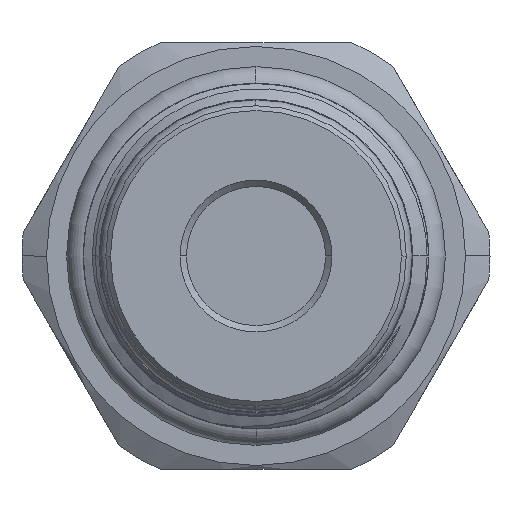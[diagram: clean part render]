
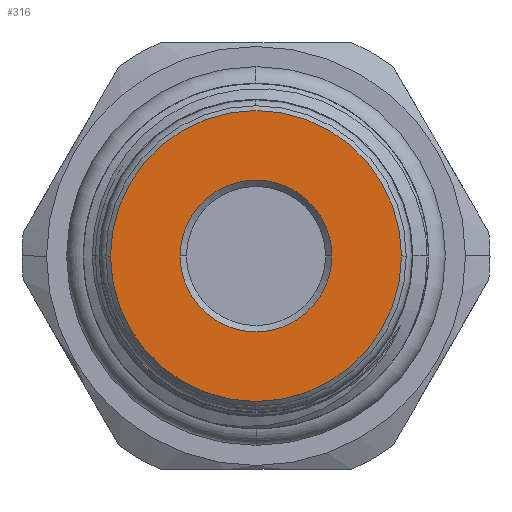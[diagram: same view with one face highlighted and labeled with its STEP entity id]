
A CAD part, left-side view. The second image highlights one B-rep face of the part: STEP entity #316.
In plain terms, the highlighted planar face has unit normal (-1, 0, 0).
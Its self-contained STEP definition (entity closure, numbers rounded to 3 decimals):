
#100 = CARTESIAN_POINT ( 'NONE',  ( -67.75, 0., 0. ) ) ;
#316 = ADVANCED_FACE ( 'NONE', ( #10623, #9568 ), #7837, .F. ) ;
#958 = EDGE_LOOP ( 'NONE', ( #10562, #3001 ) ) ;
#1811 = CARTESIAN_POINT ( 'NONE',  ( -67.75, 0., 0. ) ) ;
#1967 = VERTEX_POINT ( 'NONE', #3160 ) ;
#2069 = EDGE_CURVE ( 'NONE', #4149, #3453, #10597, .T. ) ;
#2256 = EDGE_CURVE ( 'NONE', #3453, #4149, #12156, .T. ) ;
#2903 = DIRECTION ( 'NONE',  ( 0., -1., 0. ) ) ;
#3001 = ORIENTED_EDGE ( 'NONE', *, *, #11560, .T. ) ;
#3160 = CARTESIAN_POINT ( 'NONE',  ( -67.75, 4.8, 0. ) ) ;
#3253 = CARTESIAN_POINT ( 'NONE',  ( -67.75, 9.2, 0. ) ) ;
#3453 = VERTEX_POINT ( 'NONE', #10236 ) ;
#3894 = CARTESIAN_POINT ( 'NONE',  ( -67.75, 0., 0. ) ) ;
#3969 = CARTESIAN_POINT ( 'NONE',  ( -67.75, -4.8, 0. ) ) ;
#4149 = VERTEX_POINT ( 'NONE', #3253 ) ;
#4754 = AXIS2_PLACEMENT_3D ( 'NONE', #100, #6970, #6932 ) ;
#5152 = CIRCLE ( 'NONE', #6884, 4.8 ) ;
#5250 = CARTESIAN_POINT ( 'NONE',  ( -67.75, 0., 0. ) ) ;
#5514 = AXIS2_PLACEMENT_3D ( 'NONE', #5250, #12152, #6223 ) ;
#5649 = AXIS2_PLACEMENT_3D ( 'NONE', #1811, #12619, #2903 ) ;
#6223 = DIRECTION ( 'NONE',  ( 0., -1., 0. ) ) ;
#6361 = DIRECTION ( 'NONE',  ( 0., -1., 0. ) ) ;
#6588 = AXIS2_PLACEMENT_3D ( 'NONE', #3894, #9695, #8746 ) ;
#6853 = VERTEX_POINT ( 'NONE', #3969 ) ;
#6884 = AXIS2_PLACEMENT_3D ( 'NONE', #9308, #12280, #6361 ) ;
#6932 = DIRECTION ( 'NONE',  ( 0., -1., 0. ) ) ;
#6970 = DIRECTION ( 'NONE',  ( 1., 0., 0. ) ) ;
#7837 = PLANE ( 'NONE',  #5649 ) ;
#8746 = DIRECTION ( 'NONE',  ( 0., -1., 0. ) ) ;
#9308 = CARTESIAN_POINT ( 'NONE',  ( -67.75, 0., 0. ) ) ;
#9568 = FACE_OUTER_BOUND ( 'NONE', #10704, .T. ) ;
#9695 = DIRECTION ( 'NONE',  ( -1., 0., 0. ) ) ;
#10236 = CARTESIAN_POINT ( 'NONE',  ( -67.75, -9.2, 0. ) ) ;
#10515 = ORIENTED_EDGE ( 'NONE', *, *, #2069, .T. ) ;
#10533 = CIRCLE ( 'NONE', #4754, 4.8 ) ;
#10562 = ORIENTED_EDGE ( 'NONE', *, *, #11401, .T. ) ;
#10597 = CIRCLE ( 'NONE', #5514, 9.2 ) ;
#10623 = FACE_BOUND ( 'NONE', #958, .T. ) ;
#10704 = EDGE_LOOP ( 'NONE', ( #11529, #10515 ) ) ;
#11401 = EDGE_CURVE ( 'NONE', #1967, #6853, #10533, .T. ) ;
#11529 = ORIENTED_EDGE ( 'NONE', *, *, #2256, .T. ) ;
#11560 = EDGE_CURVE ( 'NONE', #6853, #1967, #5152, .T. ) ;
#12152 = DIRECTION ( 'NONE',  ( -1., 0., 0. ) ) ;
#12156 = CIRCLE ( 'NONE', #6588, 9.2 ) ;
#12280 = DIRECTION ( 'NONE',  ( 1., 0., 0. ) ) ;
#12619 = DIRECTION ( 'NONE',  ( 1., 0., 0. ) ) ;
